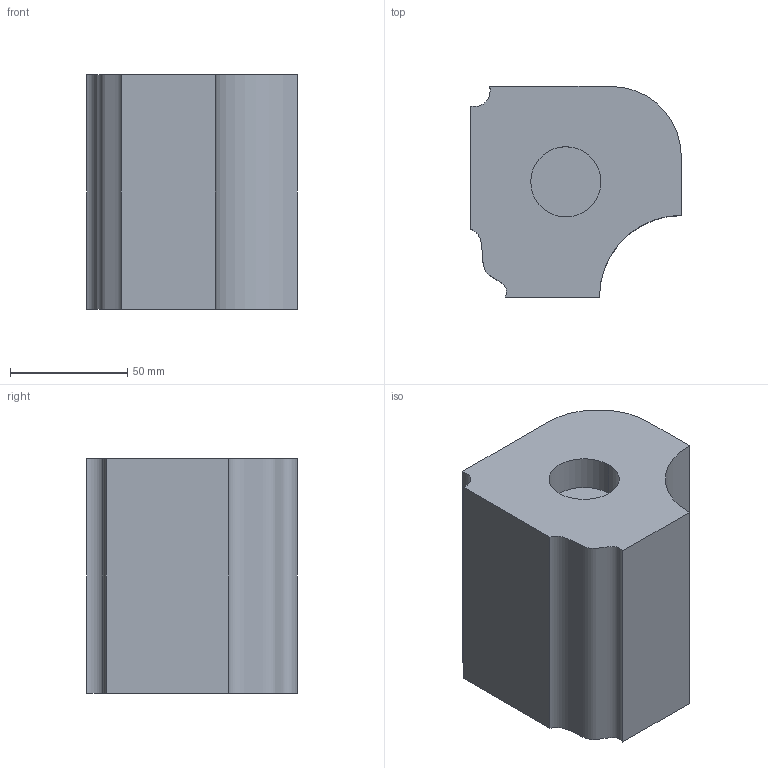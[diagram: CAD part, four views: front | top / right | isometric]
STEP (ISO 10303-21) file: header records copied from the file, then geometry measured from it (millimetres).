
FILE_DESCRIPTION (( 'STEP AP203' ), '1' );
FILE_NAME ('1﹜扽俶聆彸耀倰1.STEP', '2020-07-28T09:00:45', ( 'YJN' ), ( '' ), 'SwSTEP 2.0', 'SolidWorks 2020', '' );
FILE_SCHEMA (( 'CONFIG_CONTROL_DESIGN' ));
Length unit declared in the file: millimetre
Products named in the file (1): 1﹜扽俶聆彸耀倰1
Bounding box: 90 x 90 x 100 mm (x, y, z)
Volume: 655827.7 mm3; surface area: 46869.4 mm2
Topology: 1 solids, 1 shells, 14 faces, 33 edges, 22 vertices
Faces by surface type: plane 7, cylinder 4, bspline 3
Entity records: 498 total; most frequent: CARTESIAN_POINT 113, ORIENTED_EDGE 66, DIRECTION 59, EDGE_CURVE 33, VERTEX_POINT 22, AXIS2_PLACEMENT_3D 20, LINE 19, VECTOR 19
